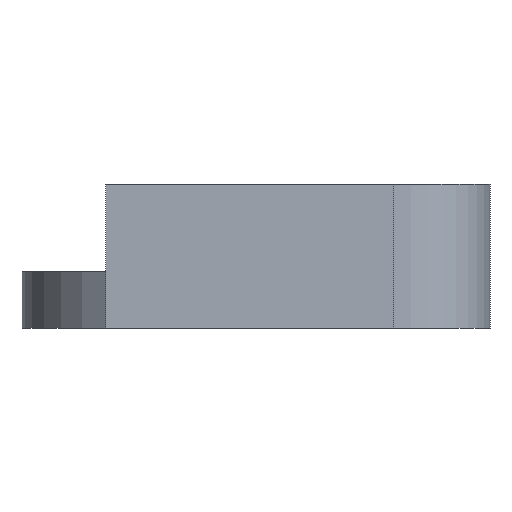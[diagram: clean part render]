
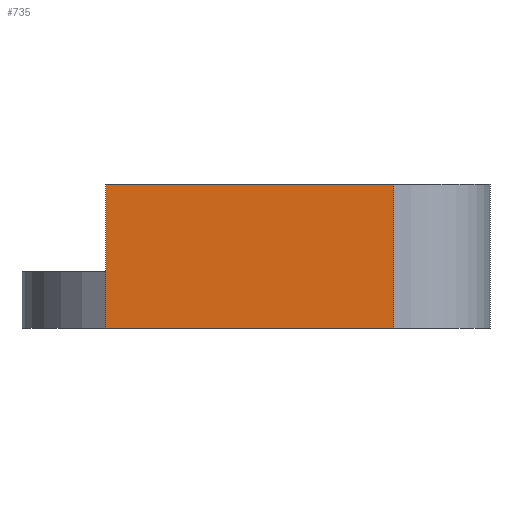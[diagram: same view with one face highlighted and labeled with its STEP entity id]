
A CAD part, left-side view. The second image highlights one B-rep face of the part: STEP entity #735.
In plain terms, the highlighted face is planar.
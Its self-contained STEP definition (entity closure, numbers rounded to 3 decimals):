
#21 = LINE ( 'NONE', #740, #808 ) ;
#31 = CARTESIAN_POINT ( 'NONE',  ( 20.1, 8.4, 0. ) ) ;
#122 = ORIENTED_EDGE ( 'NONE', *, *, #644, .F. ) ;
#123 = DIRECTION ( 'NONE',  ( -1., 0., 0. ) ) ;
#124 = DIRECTION ( 'NONE',  ( 0., 0., 1. ) ) ;
#168 = ORIENTED_EDGE ( 'NONE', *, *, #825, .T. ) ;
#177 = CARTESIAN_POINT ( 'NONE',  ( 20.1, 0., 0. ) ) ;
#186 = CARTESIAN_POINT ( 'NONE',  ( 20.1, 0., 0. ) ) ;
#199 = PLANE ( 'NONE',  #857 ) ;
#210 = DIRECTION ( 'NONE',  ( 0., 1., 0. ) ) ;
#226 = CARTESIAN_POINT ( 'NONE',  ( 20.1, 0., 4.2 ) ) ;
#239 = CARTESIAN_POINT ( 'NONE',  ( 20.1, 0., 4.2 ) ) ;
#254 = VECTOR ( 'NONE', #210, 1000. ) ;
#271 = ORIENTED_EDGE ( 'NONE', *, *, #761, .T. ) ;
#293 = DIRECTION ( 'NONE',  ( 0., 1., 0. ) ) ;
#310 = CARTESIAN_POINT ( 'NONE',  ( 20.1, 8.4, 4.2 ) ) ;
#322 = VERTEX_POINT ( 'NONE', #310 ) ;
#337 = VERTEX_POINT ( 'NONE', #845 ) ;
#452 = ORIENTED_EDGE ( 'NONE', *, *, #741, .F. ) ;
#486 = VERTEX_POINT ( 'NONE', #31 ) ;
#532 = EDGE_LOOP ( 'NONE', ( #271, #122, #452, #168 ) ) ;
#536 = LINE ( 'NONE', #186, #254 ) ;
#607 = VECTOR ( 'NONE', #293, 1000. ) ;
#610 = LINE ( 'NONE', #239, #607 ) ;
#620 = DIRECTION ( 'NONE',  ( 0., 0., -1. ) ) ;
#627 = FACE_OUTER_BOUND ( 'NONE', #532, .T. ) ;
#644 = EDGE_CURVE ( 'NONE', #322, #486, #21, .T. ) ;
#735 = ADVANCED_FACE ( 'NONE', ( #627 ), #199, .F. ) ;
#740 = CARTESIAN_POINT ( 'NONE',  ( 20.1, 8.4, 4.2 ) ) ;
#741 = EDGE_CURVE ( 'NONE', #337, #322, #610, .T. ) ;
#755 = LINE ( 'NONE', #796, #756 ) ;
#756 = VECTOR ( 'NONE', #812, 1000. ) ;
#761 = EDGE_CURVE ( 'NONE', #805, #486, #536, .T. ) ;
#796 = CARTESIAN_POINT ( 'NONE',  ( 20.1, 0., 4.2 ) ) ;
#805 = VERTEX_POINT ( 'NONE', #177 ) ;
#808 = VECTOR ( 'NONE', #620, 1000. ) ;
#812 = DIRECTION ( 'NONE',  ( 0., 0., -1. ) ) ;
#825 = EDGE_CURVE ( 'NONE', #337, #805, #755, .T. ) ;
#845 = CARTESIAN_POINT ( 'NONE',  ( 20.1, 0., 4.2 ) ) ;
#857 = AXIS2_PLACEMENT_3D ( 'NONE', #226, #123, #124 ) ;
